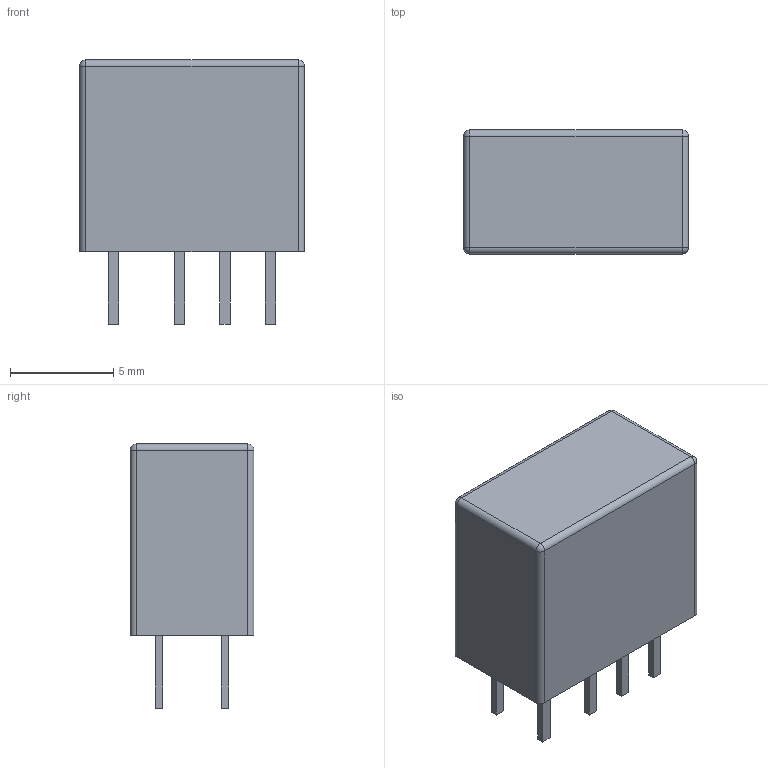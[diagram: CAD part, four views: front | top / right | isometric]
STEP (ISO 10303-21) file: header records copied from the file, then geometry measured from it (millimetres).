
FILE_DESCRIPTION(/* description */ (''),/* implementation_level */ '2;1');
FILE_NAME(/* name */ '5fb4a61aef73ee11a4fac964',/* time_stamp */ '2020-11-18T04:42:02+00:00',/* author */ (''),/* organization */ (''),/* preprocessor_version */ 'ST-DEVELOPER v16.7',/* originating_system */ $,/* authorisation */ $);
FILE_SCHEMA (('AUTOMOTIVE_DESIGN {1 0 10303 214 3 1 1}'));
Length unit declared in the file: metre
Products named in the file (1): Panasonic-AGN2
Bounding box: 10.9 x 6 x 12.8 mm (x, y, z)
Volume: 611.8 mm3; surface area: 483.5 mm2
Topology: 1 solids, 1 shells, 58 faces, 136 edges, 84 vertices
Faces by surface type: plane 46, cylinder 8, sphere 4
Entity records: 2034 total; most frequent: CARTESIAN_POINT 275, DIRECTION 266, ORIENTED_EDGE 264, EDGE_CURVE 132, LINE 116, VECTOR 116, VERTEX_POINT 84, AXIS2_PLACEMENT_3D 75
